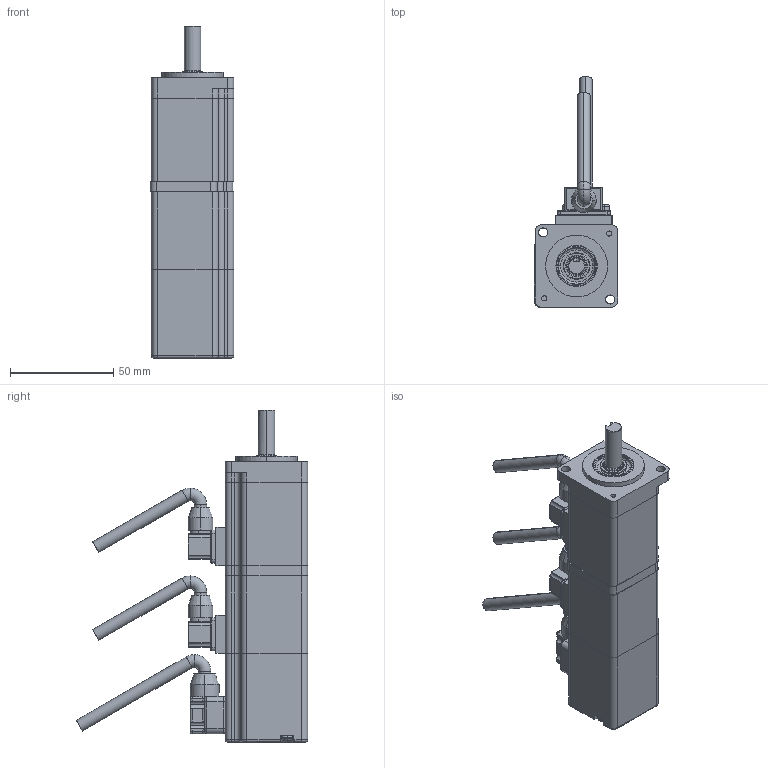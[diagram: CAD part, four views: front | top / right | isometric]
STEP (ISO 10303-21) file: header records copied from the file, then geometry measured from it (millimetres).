
FILE_DESCRIPTION (( 'STEP AP214' ), '1' );
FILE_NAME ('40SFM-E00130Z.STEP', '2022-02-09T07:59:15', ( '' ), ( '' ), 'SwSTEP 2.0', 'SolidWorks 2020', '' );
FILE_SCHEMA (( 'AUTOMOTIVE_DESIGN' ));
Length unit declared in the file: millimetre
Products named in the file (12): 40-粣; 40-綴傷裔; 萇儂堤盄; 40-綴欶; M3-92蹟邡; 40-ヶ傷裔; 晤鎢ん堤盄; 40-隅赽; 40SFM-E00130Z; 蚐猾; 惕掅菁釱; 40-价陬欶
Assembly tree (13 placements, depth 2):
  40SFM-E00130Z
    40-ヶ傷裔
    40-隅赽
    40-粣
    40-綴欶
    M3-92蹟邡  x2
    晤鎢ん堤盄
    萇儂堤盄  x2
    蚐猾
    40-价陬欶
    惕掅菁釱
    40-綴傷裔
Bounding box: 40.59 x 112.24 x 161.1 mm (x, y, z)
Volume: 186115.5 mm3; surface area: 59303.9 mm2
Topology: 13 solids, 13 shells, 631 faces, 1531 edges, 925 vertices
Faces by surface type: cylinder 295, plane 197, torus 94, bspline 28, cone 13, sphere 4
Entity records: 15665 total; most frequent: CARTESIAN_POINT 3096, DIRECTION 2713, ORIENTED_EDGE 2424, EDGE_CURVE 1212, AXIS2_PLACEMENT_3D 1074, VERTEX_POINT 741, CIRCLE 573, VECTOR 565
